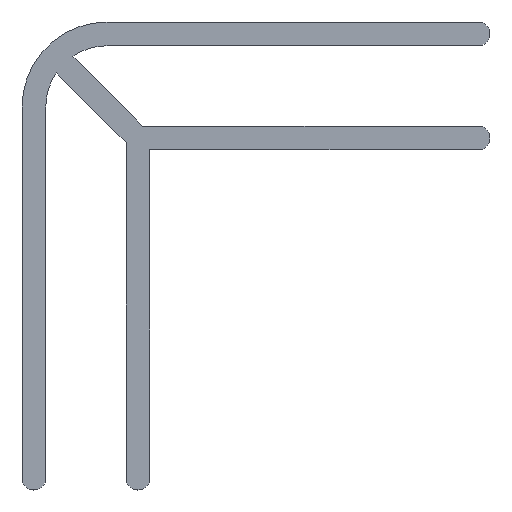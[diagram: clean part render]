
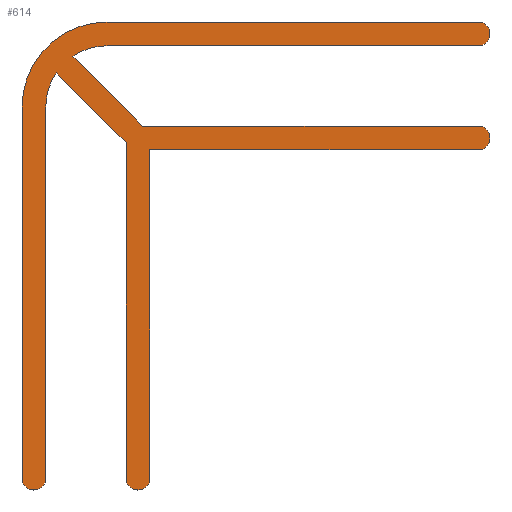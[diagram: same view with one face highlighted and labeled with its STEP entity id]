
A CAD part, front view. The second image highlights one B-rep face of the part: STEP entity #614.
In plain terms, the highlighted planar face has unit normal (0, -1, 0).
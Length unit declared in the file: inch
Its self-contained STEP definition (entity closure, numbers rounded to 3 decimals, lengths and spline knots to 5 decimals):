
#35=CARTESIAN_POINT('',(1.91536,-4.85369,-0.4825));
#36=VERTEX_POINT('',#35);
#43=CARTESIAN_POINT('',(1.84536,-4.85369,-0.4825));
#44=VERTEX_POINT('',#43);
#45=CARTESIAN_POINT('',(1.88036,-4.85369,-0.4825));
#46=DIRECTION('',(0.,1.,0.));
#47=DIRECTION('',(1.,0.,0.));
#48=AXIS2_PLACEMENT_3D('',#45,#46,#47);
#49=CIRCLE('',#48,0.035);
#50=EDGE_CURVE('',#36,#44,#49,.T.);
#74=CARTESIAN_POINT('',(1.91536,-4.85369,0.6085));
#75=VERTEX_POINT('',#74);
#82=CARTESIAN_POINT('',(1.91536,-4.85369,0.6085));
#83=DIRECTION('',(0.,0.,-1.));
#84=VECTOR('',#83,1.);
#85=LINE('',#82,#84);
#86=EDGE_CURVE('',#75,#36,#85,.T.);
#106=CARTESIAN_POINT('',(1.94576,-4.85369,0.7086));
#107=VERTEX_POINT('',#106);
#114=CARTESIAN_POINT('',(2.09536,-4.85369,0.6085));
#115=DIRECTION('',(0.,-1.,0.));
#116=DIRECTION('',(1.,0.,0.));
#117=AXIS2_PLACEMENT_3D('',#114,#115,#116);
#118=CIRCLE('',#117,0.18);
#119=EDGE_CURVE('',#107,#75,#118,.T.);
#138=CARTESIAN_POINT('',(2.15136,-4.85369,0.503));
#139=VERTEX_POINT('',#138);
#146=CARTESIAN_POINT('',(2.15136,-4.85369,0.503));
#147=DIRECTION('',(-0.707,0.,0.707));
#148=VECTOR('',#147,1.);
#149=LINE('',#146,#148);
#150=EDGE_CURVE('',#139,#107,#149,.T.);
#169=CARTESIAN_POINT('',(2.15136,-4.85369,-0.4825));
#170=VERTEX_POINT('',#169);
#177=CARTESIAN_POINT('',(2.15136,-4.85369,0.503));
#178=DIRECTION('',(0.,0.,1.));
#179=VECTOR('',#178,1.);
#180=LINE('',#177,#179);
#181=EDGE_CURVE('',#170,#139,#180,.T.);
#201=CARTESIAN_POINT('',(2.22136,-4.85369,-0.4825));
#202=VERTEX_POINT('',#201);
#209=CARTESIAN_POINT('',(2.18636,-4.85369,-0.4825));
#210=DIRECTION('',(0.,1.,0.));
#211=DIRECTION('',(1.,0.,0.));
#212=AXIS2_PLACEMENT_3D('',#209,#210,#211);
#213=CIRCLE('',#212,0.035);
#214=EDGE_CURVE('',#202,#170,#213,.T.);
#233=CARTESIAN_POINT('',(2.22136,-4.85369,0.4825));
#234=VERTEX_POINT('',#233);
#241=CARTESIAN_POINT('',(2.22136,-4.85369,0.4825));
#242=DIRECTION('',(0.,0.,-1.));
#243=VECTOR('',#242,1.);
#244=LINE('',#241,#243);
#245=EDGE_CURVE('',#234,#202,#244,.T.);
#264=CARTESIAN_POINT('',(3.18636,-4.85369,0.4825));
#265=VERTEX_POINT('',#264);
#272=CARTESIAN_POINT('',(3.18636,-4.85369,0.4825));
#273=DIRECTION('',(-1.,0.,0.));
#274=VECTOR('',#273,1.);
#275=LINE('',#272,#274);
#276=EDGE_CURVE('',#265,#234,#275,.T.);
#296=CARTESIAN_POINT('',(3.18636,-4.85369,0.5525));
#297=VERTEX_POINT('',#296);
#304=CARTESIAN_POINT('',(3.18636,-4.85369,0.5175));
#305=DIRECTION('',(0.,1.,0.));
#306=DIRECTION('',(1.,0.,0.));
#307=AXIS2_PLACEMENT_3D('',#304,#305,#306);
#308=CIRCLE('',#307,0.035);
#309=EDGE_CURVE('',#297,#265,#308,.T.);
#328=CARTESIAN_POINT('',(2.20086,-4.85369,0.5525));
#329=VERTEX_POINT('',#328);
#336=CARTESIAN_POINT('',(3.18636,-4.85369,0.5525));
#337=DIRECTION('',(1.,0.,0.));
#338=VECTOR('',#337,1.);
#339=LINE('',#336,#338);
#340=EDGE_CURVE('',#329,#297,#339,.T.);
#359=CARTESIAN_POINT('',(1.99526,-4.85369,0.7581));
#360=VERTEX_POINT('',#359);
#367=CARTESIAN_POINT('',(2.20086,-4.85369,0.5525));
#368=DIRECTION('',(0.707,0.,-0.707));
#369=VECTOR('',#368,1.);
#370=LINE('',#367,#369);
#371=EDGE_CURVE('',#360,#329,#370,.T.);
#391=CARTESIAN_POINT('',(2.09536,-4.85369,0.7885));
#392=VERTEX_POINT('',#391);
#399=CARTESIAN_POINT('',(2.09536,-4.85369,0.6085));
#400=DIRECTION('',(0.,-1.,0.));
#401=DIRECTION('',(1.,0.,0.));
#402=AXIS2_PLACEMENT_3D('',#399,#400,#401);
#403=CIRCLE('',#402,0.18);
#404=EDGE_CURVE('',#392,#360,#403,.T.);
#423=CARTESIAN_POINT('',(3.18636,-4.85369,0.7885));
#424=VERTEX_POINT('',#423);
#431=CARTESIAN_POINT('',(3.18636,-4.85369,0.7885));
#432=DIRECTION('',(-1.,0.,0.));
#433=VECTOR('',#432,1.);
#434=LINE('',#431,#433);
#435=EDGE_CURVE('',#424,#392,#434,.T.);
#455=CARTESIAN_POINT('',(3.18636,-4.85369,0.8585));
#456=VERTEX_POINT('',#455);
#463=CARTESIAN_POINT('',(3.18636,-4.85369,0.8235));
#464=DIRECTION('',(0.,1.,0.));
#465=DIRECTION('',(1.,0.,0.));
#466=AXIS2_PLACEMENT_3D('',#463,#464,#465);
#467=CIRCLE('',#466,0.035);
#468=EDGE_CURVE('',#456,#424,#467,.T.);
#487=CARTESIAN_POINT('',(2.09536,-4.85369,0.8585));
#488=VERTEX_POINT('',#487);
#495=CARTESIAN_POINT('',(3.18636,-4.85369,0.8585));
#496=DIRECTION('',(1.,0.,0.));
#497=VECTOR('',#496,1.);
#498=LINE('',#495,#497);
#499=EDGE_CURVE('',#488,#456,#498,.T.);
#519=CARTESIAN_POINT('',(1.84536,-4.85369,0.6085));
#520=VERTEX_POINT('',#519);
#527=CARTESIAN_POINT('',(2.09536,-4.85369,0.6085));
#528=DIRECTION('',(0.,1.,0.));
#529=DIRECTION('',(1.,0.,0.));
#530=AXIS2_PLACEMENT_3D('',#527,#528,#529);
#531=CIRCLE('',#530,0.25);
#532=EDGE_CURVE('',#520,#488,#531,.T.);
#550=CARTESIAN_POINT('',(1.84536,-4.85369,0.6085));
#551=DIRECTION('',(0.,0.,1.));
#552=VECTOR('',#551,1.);
#553=LINE('',#550,#552);
#554=EDGE_CURVE('',#44,#520,#553,.T.);
#590=ORIENTED_EDGE('',*,*,#532,.F.);
#591=ORIENTED_EDGE('',*,*,#554,.F.);
#592=ORIENTED_EDGE('',*,*,#50,.F.);
#593=ORIENTED_EDGE('',*,*,#86,.F.);
#594=ORIENTED_EDGE('',*,*,#119,.F.);
#595=ORIENTED_EDGE('',*,*,#150,.F.);
#596=ORIENTED_EDGE('',*,*,#181,.F.);
#597=ORIENTED_EDGE('',*,*,#214,.F.);
#598=ORIENTED_EDGE('',*,*,#245,.F.);
#599=ORIENTED_EDGE('',*,*,#276,.F.);
#600=ORIENTED_EDGE('',*,*,#309,.F.);
#601=ORIENTED_EDGE('',*,*,#340,.F.);
#602=ORIENTED_EDGE('',*,*,#371,.F.);
#603=ORIENTED_EDGE('',*,*,#404,.F.);
#604=ORIENTED_EDGE('',*,*,#435,.F.);
#605=ORIENTED_EDGE('',*,*,#468,.F.);
#606=ORIENTED_EDGE('',*,*,#499,.F.);
#607=EDGE_LOOP('',(#590,#591,#592,#593,#594,#595,#596,#597,#598,#599,#600,#601,#602,#603,#604,#605,#606));
#608=FACE_OUTER_BOUND('',#607,.T.);
#609=CARTESIAN_POINT('',(1.84536,-4.85369,0.26775));
#610=DIRECTION('',(0.,1.,0.));
#611=DIRECTION('',(-1.,0.,0.));
#612=AXIS2_PLACEMENT_3D('',#609,#610,#611);
#613=PLANE('',#612);
#614=ADVANCED_FACE('',(#608),#613,.F.);
